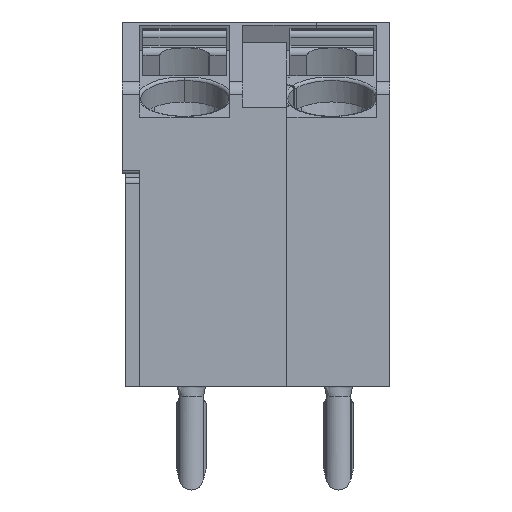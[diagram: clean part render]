
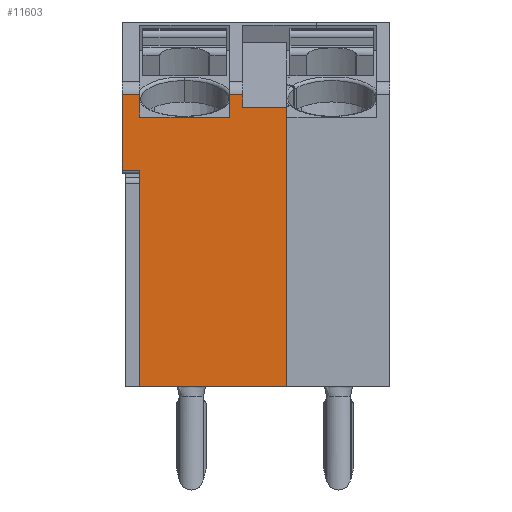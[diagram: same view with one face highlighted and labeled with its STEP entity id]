
A CAD part, front view. The second image highlights one B-rep face of the part: STEP entity #11603.
In plain terms, the highlighted planar face has unit normal (0, -1, 0).
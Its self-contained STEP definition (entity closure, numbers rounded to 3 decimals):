
#11603=ADVANCED_FACE('',(#21500),#21501,.F.);
#12259=VERTEX_POINT('',#22307);
#12263=VERTEX_POINT('',#22311);
#12265=EDGE_CURVE('',#12263,#12259,#22313,.T.);
#12285=VERTEX_POINT('',#22333);
#12289=VERTEX_POINT('',#22337);
#12291=EDGE_CURVE('',#12289,#12285,#22339,.T.);
#12367=VERTEX_POINT('',#22415);
#12369=EDGE_CURVE('',#12263,#12367,#22417,.T.);
#12385=VERTEX_POINT('',#22433);
#12389=VERTEX_POINT('',#22437);
#12391=EDGE_CURVE('',#12385,#12389,#22439,.F.);
#12539=EDGE_CURVE('',#12259,#12289,#22587,.T.);
#12593=VERTEX_POINT('',#22641);
#12595=EDGE_CURVE('',#12367,#12593,#22643,.T.);
#12627=VERTEX_POINT('',#22675);
#12629=EDGE_CURVE('',#12389,#12627,#22677,.T.);
#12669=VERTEX_POINT('',#22717);
#12673=EDGE_CURVE('',#12385,#12669,#22721,.T.);
#12791=VERTEX_POINT('',#22839);
#12793=EDGE_CURVE('',#12791,#12627,#22841,.T.);
#13215=VERTEX_POINT('',#23263);
#13217=EDGE_CURVE('',#13215,#12285,#23265,.T.);
#13219=EDGE_CURVE('',#13215,#12791,#23267,.F.);
#13221=EDGE_CURVE('',#12593,#12669,#23269,.F.);
#21500=FACE_OUTER_BOUND('',#42719,.T.);
#21501=PLANE('',#42720);
#22307=CARTESIAN_POINT('',(-0.6,0.,9.923));
#22311=CARTESIAN_POINT('',(0.,0.,9.923));
#22313=LINE('',#44095,#44096);
#22333=CARTESIAN_POINT('',(0.,0.,7.357));
#22337=CARTESIAN_POINT('',(-0.6,0.,7.357));
#22339=LINE('',#44131,#44132);
#22415=CARTESIAN_POINT('',(0.,0.,9.172));
#22417=LINE('',#44256,#44257);
#22433=CARTESIAN_POINT('',(3.5,0.,9.923));
#22437=CARTESIAN_POINT('',(3.5,0.,9.503));
#22439=LINE('',#44302,#44303);
#22587=LINE('',#44588,#44589);
#22641=CARTESIAN_POINT('',(3.05,0.,9.172));
#22643=LINE('',#44686,#44687);
#22675=CARTESIAN_POINT('',(5.,0.,9.503));
#22677=LINE('',#44766,#44767);
#22717=CARTESIAN_POINT('',(3.05,0.,9.923));
#22721=LINE('',#44835,#44836);
#22839=CARTESIAN_POINT('',(5.,0.,0.));
#22841=LINE('',#45109,#45110);
#23263=CARTESIAN_POINT('',(0.,0.,0.));
#23265=LINE('',#45941,#45942);
#23267=LINE('',#45945,#45946);
#23269=LINE('',#45949,#45950);
#42719=EDGE_LOOP('',(#55935,#55936,#55937,#55938,#55939,#55940,#55941,#55942,#55943,#55944,#55945,#55946));
#42720=AXIS2_PLACEMENT_3D('',#55947,#55948,#55949);
#44095=CARTESIAN_POINT('',(0.015,0.,9.923));
#44096=VECTOR('',#56781,1.0);
#44131=CARTESIAN_POINT('',(-0.615,0.,7.357));
#44132=VECTOR('',#56796,1.0);
#44256=CARTESIAN_POINT('',(0.,0.,4.423));
#44257=VECTOR('',#56823,1.0);
#44302=CARTESIAN_POINT('',(3.5,0.,4.592));
#44303=VECTOR('',#56830,1.0);
#44588=CARTESIAN_POINT('',(-0.6,0.,3.44));
#44589=VECTOR('',#56884,1.0);
#44686=CARTESIAN_POINT('',(-0.408,0.,9.172));
#44687=VECTOR('',#56907,1.0);
#44766=CARTESIAN_POINT('',(2.149,0.,9.503));
#44767=VECTOR('',#56916,1.0);
#44835=CARTESIAN_POINT('',(3.511,0.,9.923));
#44836=VECTOR('',#56936,1.0);
#45109=CARTESIAN_POINT('',(5.,0.,-0.27));
#45110=VECTOR('',#56998,1.0);
#45941=CARTESIAN_POINT('',(0.,0.,-0.246));
#45942=VECTOR('',#57200,1.0);
#45945=CARTESIAN_POINT('',(2.193,0.,0.));
#45946=VECTOR('',#57201,1.0);
#45949=CARTESIAN_POINT('',(3.05,0.,4.423));
#45950=VECTOR('',#57202,1.0);
#55935=ORIENTED_EDGE('',*,*,#12595,.F.);
#55936=ORIENTED_EDGE('',*,*,#12369,.F.);
#55937=ORIENTED_EDGE('',*,*,#12265,.T.);
#55938=ORIENTED_EDGE('',*,*,#12539,.T.);
#55939=ORIENTED_EDGE('',*,*,#12291,.T.);
#55940=ORIENTED_EDGE('',*,*,#13217,.F.);
#55941=ORIENTED_EDGE('',*,*,#13219,.T.);
#55942=ORIENTED_EDGE('',*,*,#12793,.T.);
#55943=ORIENTED_EDGE('',*,*,#12629,.F.);
#55944=ORIENTED_EDGE('',*,*,#12391,.F.);
#55945=ORIENTED_EDGE('',*,*,#12673,.T.);
#55946=ORIENTED_EDGE('',*,*,#13221,.F.);
#55947=CARTESIAN_POINT('',(-0.74,0.,-0.248));
#55948=DIRECTION('',(0.,1.0,0.));
#55949=DIRECTION('',(0.0,0.,1.0));
#56781=DIRECTION('',(-1.0,0.,0.0));
#56796=DIRECTION('',(1.0,0.,0.));
#56823=DIRECTION('',(0.,0.,-1.0));
#56830=DIRECTION('',(0.,0.,1.0));
#56884=DIRECTION('',(0.,0.,-1.0));
#56907=DIRECTION('',(1.0,0.,0.));
#56916=DIRECTION('',(1.0,0.,0.));
#56936=DIRECTION('',(-1.0,0.,0.0));
#56998=DIRECTION('',(0.,0.,1.0));
#57200=DIRECTION('',(0.,0.,1.0));
#57201=DIRECTION('',(-1.0,0.,0.));
#57202=DIRECTION('',(0.,0.,-1.0));
